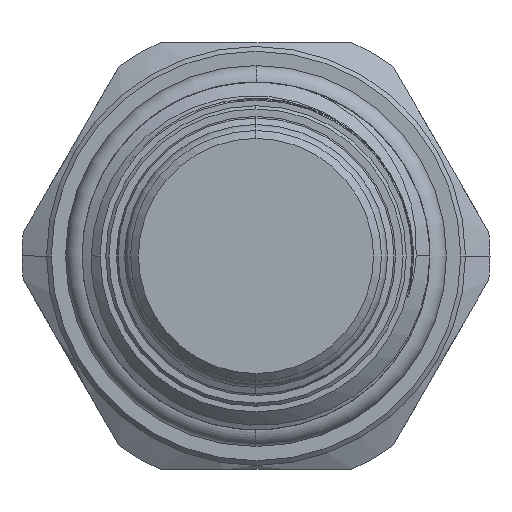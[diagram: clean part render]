
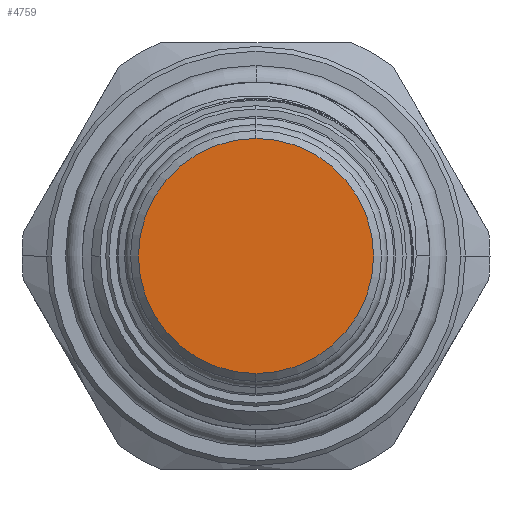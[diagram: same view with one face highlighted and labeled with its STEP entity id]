
A CAD part, left-side view. The second image highlights one B-rep face of the part: STEP entity #4759.
In plain terms, the highlighted planar face has unit normal (-1, 0, 0).
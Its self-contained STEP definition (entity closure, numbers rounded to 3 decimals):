
#462 = EDGE_CURVE ( 'NONE', #13542, #13535, #19092, .T. ) ;
#2332 = CARTESIAN_POINT ( 'NONE',  ( -82.75, 0., 0. ) ) ;
#2333 = DIRECTION ( 'NONE',  ( -1., 0., 0. ) ) ;
#2334 = DIRECTION ( 'NONE',  ( 0., 0., 1. ) ) ;
#4172 = CARTESIAN_POINT ( 'NONE',  ( -82.75, 0., -7.435 ) ) ;
#4179 = CARTESIAN_POINT ( 'NONE',  ( -82.75, 0., 7.435 ) ) ;
#4759 = ADVANCED_FACE ( 'NONE', ( #20093 ), #23960, .F. ) ;
#7295 = ORIENTED_EDGE ( 'NONE', *, *, #11006, .T. ) ;
#7296 = ORIENTED_EDGE ( 'NONE', *, *, #462, .T. ) ;
#11006 = EDGE_CURVE ( 'NONE', #13535, #13542, #36419, .T. ) ;
#13535 = VERTEX_POINT ( 'NONE', #4172 ) ;
#13542 = VERTEX_POINT ( 'NONE', #4179 ) ;
#14308 = EDGE_LOOP ( 'NONE', ( #7295, #7296 ) ) ;
#16262 = AXIS2_PLACEMENT_3D ( 'NONE', #20229, #20230, #20231 ) ;
#16743 = AXIS2_PLACEMENT_3D ( 'NONE', #23958, #23963, #23964 ) ;
#19092 = CIRCLE ( 'NONE', #16262, 7.435 ) ;
#20093 = FACE_OUTER_BOUND ( 'NONE', #14308, .T. ) ;
#20229 = CARTESIAN_POINT ( 'NONE',  ( -82.75, 0., 0. ) ) ;
#20230 = DIRECTION ( 'NONE',  ( -1., 0., 0. ) ) ;
#20231 = DIRECTION ( 'NONE',  ( 0., 0., 1. ) ) ;
#23958 = CARTESIAN_POINT ( 'NONE',  ( -82.75, 0., -7.435 ) ) ;
#23960 = PLANE ( 'NONE',  #16743 ) ;
#23963 = DIRECTION ( 'NONE',  ( 1., 0., 0. ) ) ;
#23964 = DIRECTION ( 'NONE',  ( 0., 0., -1. ) ) ;
#34470 = AXIS2_PLACEMENT_3D ( 'NONE', #2332, #2333, #2334 ) ;
#36419 = CIRCLE ( 'NONE', #34470, 7.435 ) ;
